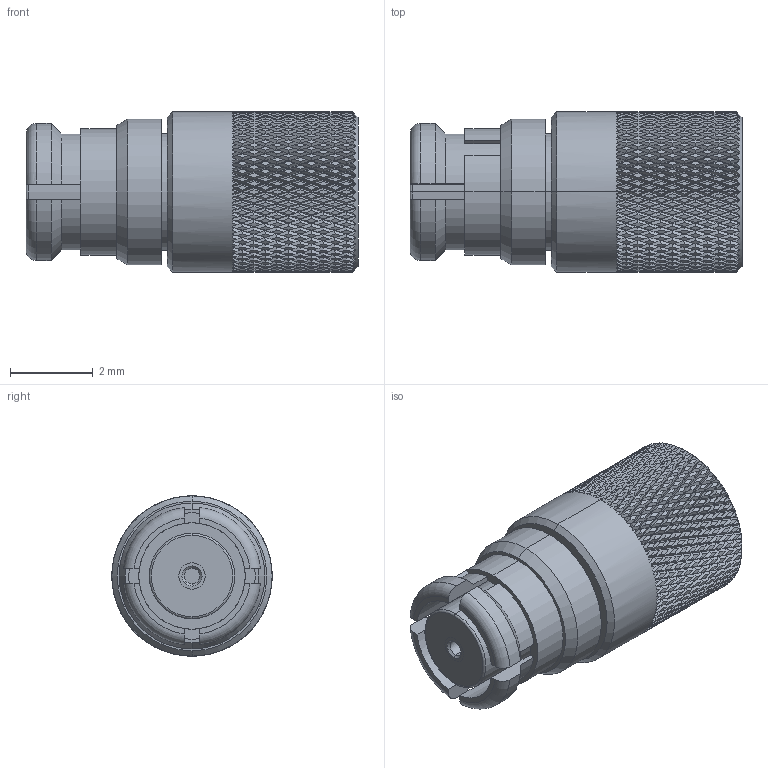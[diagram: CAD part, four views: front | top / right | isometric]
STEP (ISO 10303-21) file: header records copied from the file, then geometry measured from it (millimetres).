
FILE_DESCRIPTION (( 'STEP AP214' ), '1' );
FILE_NAME ('ST2645_3D.step', '2023-12-04T23:00:17', ( '' ), ( '' ), 'SwSTEP 2.0', 'SolidWorks 2022', '' );
FILE_SCHEMA (( 'AUTOMOTIVE_DESIGN' ));
Products named in the file (1): ST2645_3D
Bounding box: 8 x 3.86 x 3.86 mm (x, y, z)
Volume: 74.4 mm3; surface area: 188.8 mm2
Topology: 2 solids, 2 shells, 3494 faces, 7375 edges, 3890 vertices
Faces by surface type: bspline 2640, cylinder 692, plane 144, cone 12, torus 6
Entity records: 118822 total; most frequent: CARTESIAN_POINT 74660, ORIENTED_EDGE 14750, EDGE_CURVE 7375, VERTEX_POINT 3890, EDGE_LOOP 3501, ADVANCED_FACE 3494, FACE_OUTER_BOUND 3494, B_SPLINE_CURVE_WITH_KNOTS 2956
